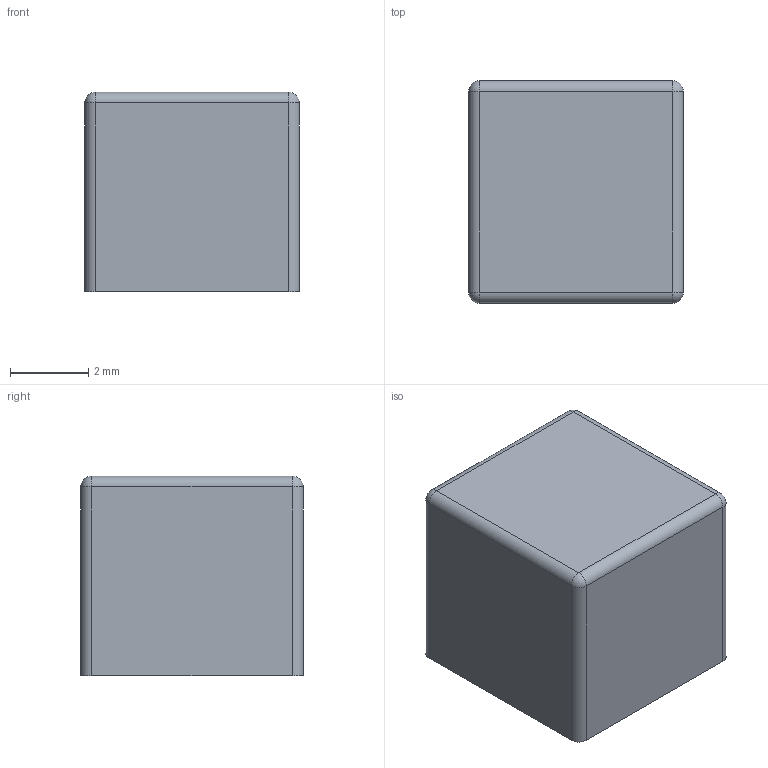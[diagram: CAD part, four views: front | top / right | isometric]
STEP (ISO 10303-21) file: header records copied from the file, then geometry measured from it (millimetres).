
FILE_DESCRIPTION(/* description */ ('model of L_Coilcraft_XAL5050-XXX'),/* implementation_level */ '2;1');
FILE_NAME(/* name */ 'L_Coilcraft_XAL5050-XXX.step',/* time_stamp */ '2024-11-07T02:47:34',/* author */ ('KiCAD','kicad'),/* organization */ ('OCCT'),/* preprocessor_version */ '',/* originating_system */ 'KiCAD',/* authorisation */ '');
FILE_SCHEMA(('AUTOMOTIVE_DESIGN { 1 0 10303 214 1 1 1 1 }'));
Length unit declared in the file: millimetre
Products named in the file (1): L_Coilcraft_XAL5050-XXX
Bounding box: 5.48 x 5.68 x 5.1 mm (x, y, z)
Volume: 158.1 mm3; surface area: 171 mm2
Topology: 1 solids, 1 shells, 20 faces, 48 edges, 28 vertices
Faces by surface type: plane 8, cylinder 8, sphere 4
Entity records: 745 total; most frequent: DIRECTION 102, CARTESIAN_POINT 93, ORIENTED_EDGE 88, EDGE_CURVE 44, AXIS2_PLACEMENT_3D 37, VERTEX_POINT 28, LINE 28, VECTOR 28
